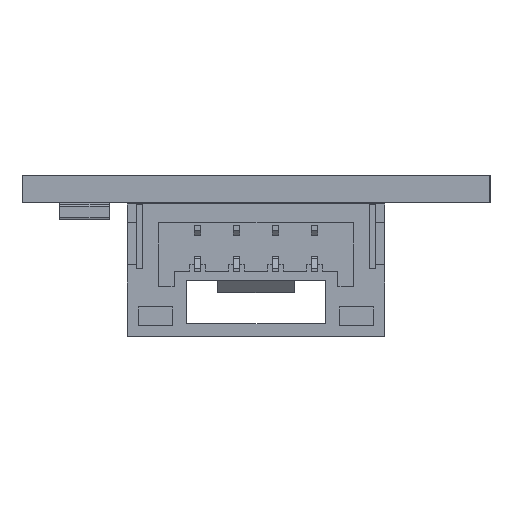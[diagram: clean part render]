
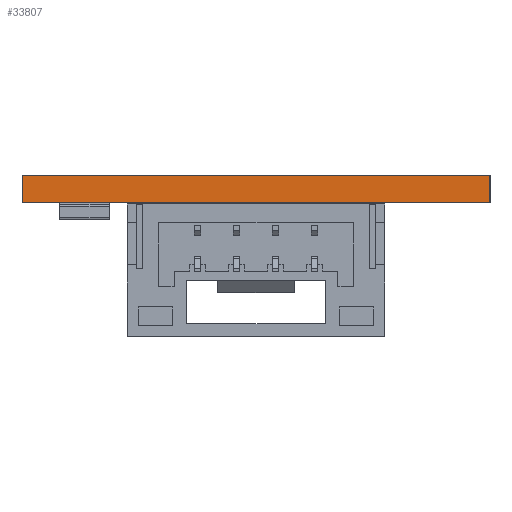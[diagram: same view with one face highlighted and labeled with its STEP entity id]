
A CAD part, left-side view. The second image highlights one B-rep face of the part: STEP entity #33807.
In plain terms, the highlighted planar face has unit normal (-1, 0, 0).
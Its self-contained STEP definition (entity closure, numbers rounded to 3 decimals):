
#31636 = PLANE('',#31637);
#31637 = AXIS2_PLACEMENT_3D('',#31638,#31639,#31640);
#31638 = CARTESIAN_POINT('',(15.,7.5,0.));
#31639 = DIRECTION('',(-0.,-0.,-1.));
#31640 = DIRECTION('',(-1.,0.,0.));
#31692 = PLANE('',#31693);
#31693 = AXIS2_PLACEMENT_3D('',#31694,#31695,#31696);
#31694 = CARTESIAN_POINT('',(15.,7.5,0.87));
#31695 = DIRECTION('',(-0.,-0.,-1.));
#31696 = DIRECTION('',(-1.,0.,0.));
#31908 = VERTEX_POINT('',#31909);
#31909 = CARTESIAN_POINT('',(0.,-0.,0.));
#31923 = PLANE('',#31924);
#31924 = AXIS2_PLACEMENT_3D('',#31925,#31926,#31927);
#31925 = CARTESIAN_POINT('',(30.,0.,0.));
#31926 = DIRECTION('',(0.,-1.,0.));
#31927 = DIRECTION('',(-1.,0.,0.));
#31935 = EDGE_CURVE('',#31908,#31936,#31938,.T.);
#31936 = VERTEX_POINT('',#31937);
#31937 = CARTESIAN_POINT('',(0.,15.,0.));
#31938 = SURFACE_CURVE('',#31939,(#31943,#31950),.PCURVE_S1.);
#31939 = LINE('',#31940,#31941);
#31940 = CARTESIAN_POINT('',(0.,-0.,0.));
#31941 = VECTOR('',#31942,1.);
#31942 = DIRECTION('',(0.,1.,0.));
#31943 = PCURVE('',#31636,#31944);
#31944 = DEFINITIONAL_REPRESENTATION('',(#31945),#31949);
#31945 = LINE('',#31946,#31947);
#31946 = CARTESIAN_POINT('',(15.,-7.5));
#31947 = VECTOR('',#31948,1.);
#31948 = DIRECTION('',(0.,1.));
#31949 = ( GEOMETRIC_REPRESENTATION_CONTEXT(2) 
PARAMETRIC_REPRESENTATION_CONTEXT() REPRESENTATION_CONTEXT('2D SPACE',''
  ) );
#31950 = PCURVE('',#31951,#31956);
#31951 = PLANE('',#31952);
#31952 = AXIS2_PLACEMENT_3D('',#31953,#31954,#31955);
#31953 = CARTESIAN_POINT('',(0.,0.,0.));
#31954 = DIRECTION('',(-1.,0.,0.));
#31955 = DIRECTION('',(0.,1.,0.));
#31956 = DEFINITIONAL_REPRESENTATION('',(#31957),#31961);
#31957 = LINE('',#31958,#31959);
#31958 = CARTESIAN_POINT('',(0.,0.));
#31959 = VECTOR('',#31960,1.);
#31960 = DIRECTION('',(1.,0.));
#31961 = ( GEOMETRIC_REPRESENTATION_CONTEXT(2) 
PARAMETRIC_REPRESENTATION_CONTEXT() REPRESENTATION_CONTEXT('2D SPACE',''
  ) );
#31979 = PLANE('',#31980);
#31980 = AXIS2_PLACEMENT_3D('',#31981,#31982,#31983);
#31981 = CARTESIAN_POINT('',(0.,15.,0.));
#31982 = DIRECTION('',(0.,1.,0.));
#31983 = DIRECTION('',(1.,0.,0.));
#32917 = VERTEX_POINT('',#32918);
#32918 = CARTESIAN_POINT('',(0.,0.,0.87));
#32939 = EDGE_CURVE('',#32917,#32940,#32942,.T.);
#32940 = VERTEX_POINT('',#32941);
#32941 = CARTESIAN_POINT('',(0.,15.,0.87));
#32942 = SURFACE_CURVE('',#32943,(#32947,#32954),.PCURVE_S1.);
#32943 = LINE('',#32944,#32945);
#32944 = CARTESIAN_POINT('',(0.,0.,0.87));
#32945 = VECTOR('',#32946,1.);
#32946 = DIRECTION('',(0.,1.,0.));
#32947 = PCURVE('',#31692,#32948);
#32948 = DEFINITIONAL_REPRESENTATION('',(#32949),#32953);
#32949 = LINE('',#32950,#32951);
#32950 = CARTESIAN_POINT('',(15.,-7.5));
#32951 = VECTOR('',#32952,1.);
#32952 = DIRECTION('',(0.,1.));
#32953 = ( GEOMETRIC_REPRESENTATION_CONTEXT(2) 
PARAMETRIC_REPRESENTATION_CONTEXT() REPRESENTATION_CONTEXT('2D SPACE',''
  ) );
#32954 = PCURVE('',#31951,#32955);
#32955 = DEFINITIONAL_REPRESENTATION('',(#32956),#32960);
#32956 = LINE('',#32957,#32958);
#32957 = CARTESIAN_POINT('',(0.,-0.87));
#32958 = VECTOR('',#32959,1.);
#32959 = DIRECTION('',(1.,0.));
#32960 = ( GEOMETRIC_REPRESENTATION_CONTEXT(2) 
PARAMETRIC_REPRESENTATION_CONTEXT() REPRESENTATION_CONTEXT('2D SPACE',''
  ) );
#33785 = EDGE_CURVE('',#31936,#32940,#33786,.T.);
#33786 = SURFACE_CURVE('',#33787,(#33791,#33798),.PCURVE_S1.);
#33787 = LINE('',#33788,#33789);
#33788 = CARTESIAN_POINT('',(0.,15.,0.));
#33789 = VECTOR('',#33790,1.);
#33790 = DIRECTION('',(0.,0.,1.));
#33791 = PCURVE('',#31979,#33792);
#33792 = DEFINITIONAL_REPRESENTATION('',(#33793),#33797);
#33793 = LINE('',#33794,#33795);
#33794 = CARTESIAN_POINT('',(0.,0.));
#33795 = VECTOR('',#33796,1.);
#33796 = DIRECTION('',(0.,-1.));
#33797 = ( GEOMETRIC_REPRESENTATION_CONTEXT(2) 
PARAMETRIC_REPRESENTATION_CONTEXT() REPRESENTATION_CONTEXT('2D SPACE',''
  ) );
#33798 = PCURVE('',#31951,#33799);
#33799 = DEFINITIONAL_REPRESENTATION('',(#33800),#33804);
#33800 = LINE('',#33801,#33802);
#33801 = CARTESIAN_POINT('',(15.,0.));
#33802 = VECTOR('',#33803,1.);
#33803 = DIRECTION('',(0.,-1.));
#33804 = ( GEOMETRIC_REPRESENTATION_CONTEXT(2) 
PARAMETRIC_REPRESENTATION_CONTEXT() REPRESENTATION_CONTEXT('2D SPACE',''
  ) );
#33807 = ADVANCED_FACE('',(#33808),#31951,.T.);
#33808 = FACE_BOUND('',#33809,.T.);
#33809 = EDGE_LOOP('',(#33810,#33831,#33832,#33833));
#33810 = ORIENTED_EDGE('',*,*,#33811,.T.);
#33811 = EDGE_CURVE('',#31908,#32917,#33812,.T.);
#33812 = SURFACE_CURVE('',#33813,(#33817,#33824),.PCURVE_S1.);
#33813 = LINE('',#33814,#33815);
#33814 = CARTESIAN_POINT('',(0.,-0.,0.));
#33815 = VECTOR('',#33816,1.);
#33816 = DIRECTION('',(0.,0.,1.));
#33817 = PCURVE('',#31951,#33818);
#33818 = DEFINITIONAL_REPRESENTATION('',(#33819),#33823);
#33819 = LINE('',#33820,#33821);
#33820 = CARTESIAN_POINT('',(0.,0.));
#33821 = VECTOR('',#33822,1.);
#33822 = DIRECTION('',(0.,-1.));
#33823 = ( GEOMETRIC_REPRESENTATION_CONTEXT(2) 
PARAMETRIC_REPRESENTATION_CONTEXT() REPRESENTATION_CONTEXT('2D SPACE',''
  ) );
#33824 = PCURVE('',#31923,#33825);
#33825 = DEFINITIONAL_REPRESENTATION('',(#33826),#33830);
#33826 = LINE('',#33827,#33828);
#33827 = CARTESIAN_POINT('',(30.,0.));
#33828 = VECTOR('',#33829,1.);
#33829 = DIRECTION('',(0.,-1.));
#33830 = ( GEOMETRIC_REPRESENTATION_CONTEXT(2) 
PARAMETRIC_REPRESENTATION_CONTEXT() REPRESENTATION_CONTEXT('2D SPACE',''
  ) );
#33831 = ORIENTED_EDGE('',*,*,#32939,.T.);
#33832 = ORIENTED_EDGE('',*,*,#33785,.F.);
#33833 = ORIENTED_EDGE('',*,*,#31935,.F.);
